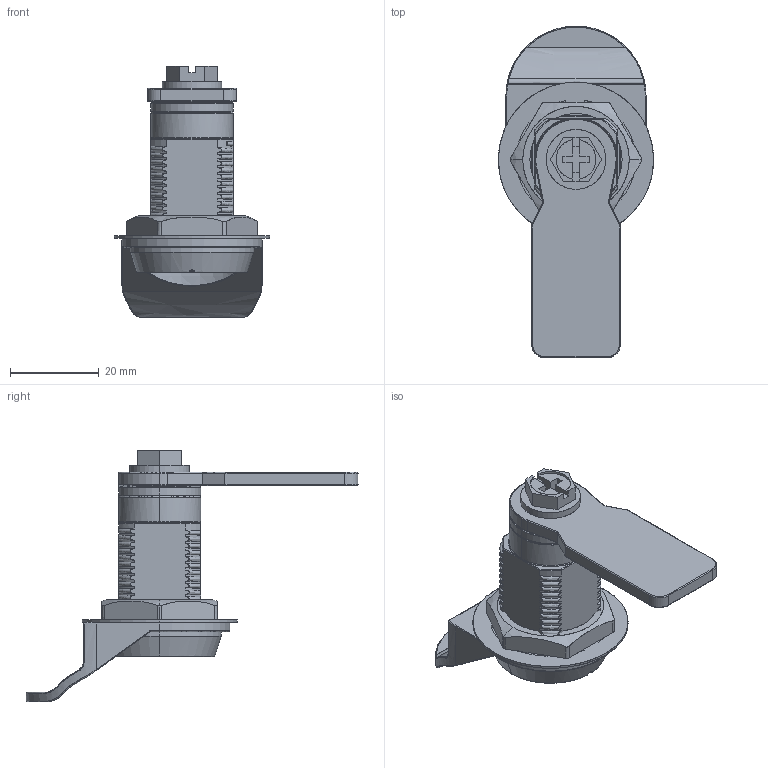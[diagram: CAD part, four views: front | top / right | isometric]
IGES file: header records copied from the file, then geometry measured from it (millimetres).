
Start section: SolidWorks IGES file using analytic representation for surfaces
Global section: file name: TM-8166_3D.IGS; native system: SolidWorks 2020; preprocessor: SolidWorks 2020; author: user; date: 250115.140738; units: millimetre
Bounding box: 35 x 74.88 x 56.8 mm (x, y, z)
Surface area: 18169.3 mm2 (no closed solid volume)
Topology: 0 solids, 0 shells, 526 faces, 6301 edges, 6258 vertices
Faces by surface type: bspline 294, revolution 232
